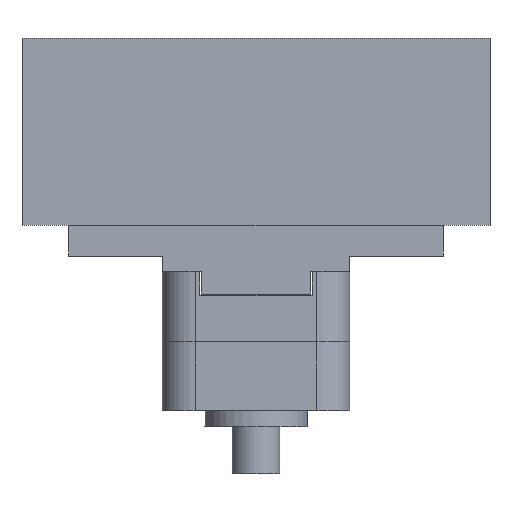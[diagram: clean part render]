
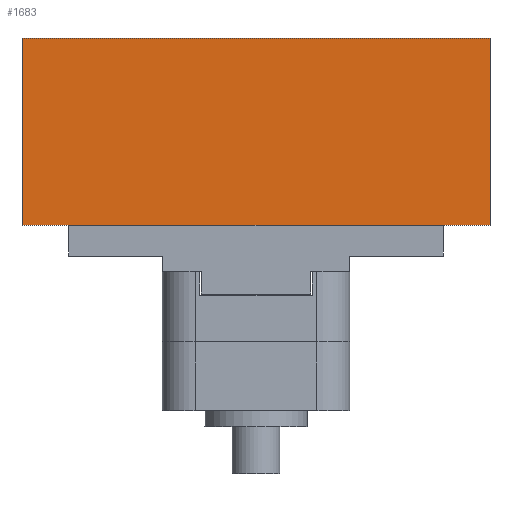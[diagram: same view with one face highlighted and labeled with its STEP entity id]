
A CAD part, left-side view. The second image highlights one B-rep face of the part: STEP entity #1683.
In plain terms, the highlighted planar face has unit normal (-1, 0, 0).
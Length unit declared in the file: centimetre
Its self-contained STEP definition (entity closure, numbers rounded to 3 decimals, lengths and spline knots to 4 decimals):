
#83=LINE($,#4075,#231);
#87=LINE($,#4084,#235);
#89=LINE($,#4087,#237);
#91=LINE($,#4090,#239);
#231=VECTOR($,#2070,10.);
#235=VECTOR($,#2076,10.);
#237=VECTOR($,#2080,4.);
#239=VECTOR($,#2084,4.);
#354=PLANE($,#1809);
#474=FACE_OUTER_BOUND($,#585,.T.);
#585=EDGE_LOOP($,(#1332,#1333,#1334,#1335));
#804=VERTEX_POINT($,#4072);
#805=VERTEX_POINT($,#4074);
#808=VERTEX_POINT($,#4081);
#809=VERTEX_POINT($,#4083);
#996=EDGE_CURVE($,#804,#805,#83,.T.);
#1000=EDGE_CURVE($,#808,#809,#87,.T.);
#1002=EDGE_CURVE($,#805,#808,#89,.T.);
#1004=EDGE_CURVE($,#804,#809,#91,.T.);
#1332=ORIENTED_EDGE($,*,*,#1004,.T.);
#1333=ORIENTED_EDGE($,*,*,#1000,.F.);
#1334=ORIENTED_EDGE($,*,*,#1002,.F.);
#1335=ORIENTED_EDGE($,*,*,#996,.F.);
#1683=ADVANCED_FACE($,(#474),#354,.F.);
#1809=AXIS2_PLACEMENT_3D($,#4089,#2082,#2083);
#2070=DIRECTION($,(0.,-1.,0.));
#2076=DIRECTION($,(0.,1.,0.));
#2080=DIRECTION($,(0.,0.,-1.));
#2082=DIRECTION('center_axis',(1.,0.,0.));
#2083=DIRECTION('ref_axis',(0.,0.,-1.));
#2084=DIRECTION($,(0.,0.,-1.));
#4072=CARTESIAN_POINT('',(-7.15,9.,9.915));
#4074=CARTESIAN_POINT('',(-7.15,-1.,9.915));
#4075=CARTESIAN_POINT($,(-7.15,4.,9.915));
#4081=CARTESIAN_POINT('',(-7.15,-1.,5.915));
#4083=CARTESIAN_POINT('',(-7.15,9.,5.915));
#4084=CARTESIAN_POINT($,(-7.15,4.,5.915));
#4087=CARTESIAN_POINT($,(-7.15,-1.,8.915));
#4089=CARTESIAN_POINT('Origin',(-7.15,4.,8.915));
#4090=CARTESIAN_POINT($,(-7.15,9.,8.915));
